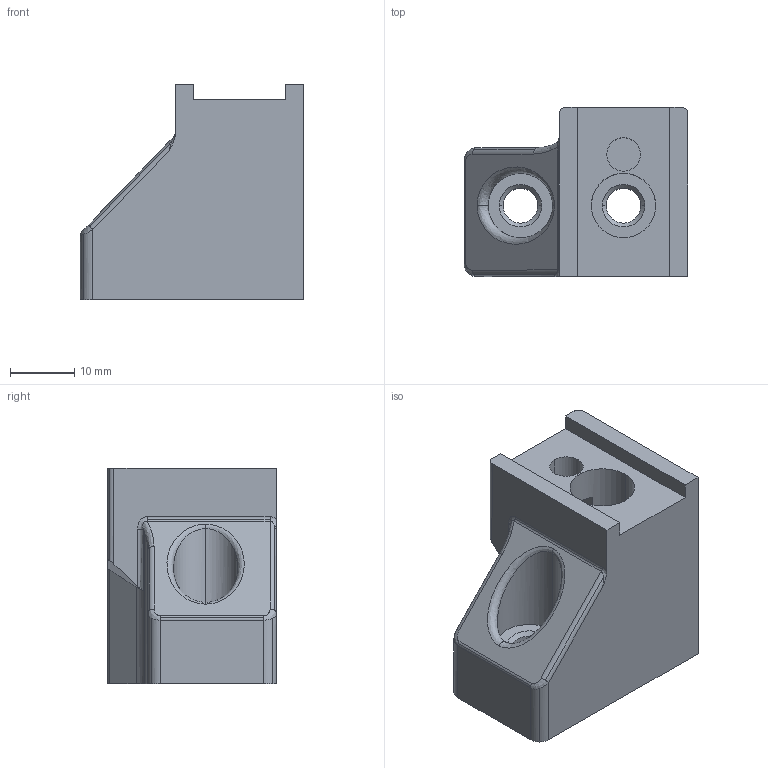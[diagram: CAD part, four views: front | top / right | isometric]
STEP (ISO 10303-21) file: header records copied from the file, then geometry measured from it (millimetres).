
FILE_DESCRIPTION(('STEP AP214'),'1');
FILE_NAME('Gantry_Mount_Short_Adjustable.stp','2022-06-27T22:48:33',(' '),(' '),'Spatial InterOp 3D',' ',' ');
FILE_SCHEMA(('automotive_design'));
Length unit declared in the file: inch
Products named in the file (1): 1
Bounding box: 34.75 x 26.22 x 33.5 mm (x, y, z)
Volume: 18103.1 mm3; surface area: 6402.4 mm2
Topology: 1 solids, 1 shells, 82 faces, 217 edges, 138 vertices
Faces by surface type: cylinder 38, plane 31, bspline 8, cone 4, sphere 1
Entity records: 5026 total; most frequent: CARTESIAN_POINT 2253, DIRECTION 452, ORIENTED_EDGE 434, EDGE_CURVE 217, AXIS2_PLACEMENT_3D 167, VERTEX_POINT 138, LINE 118, VECTOR 118
